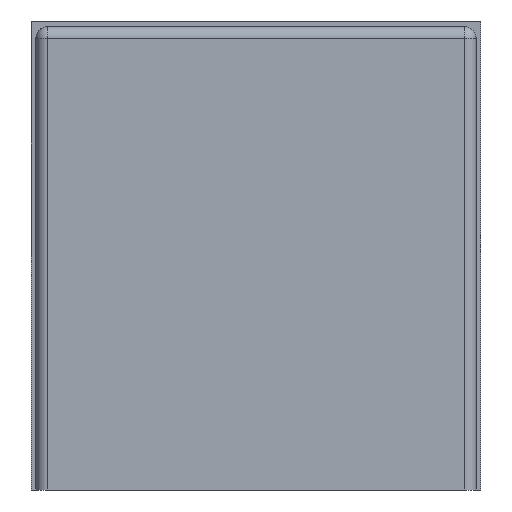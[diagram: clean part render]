
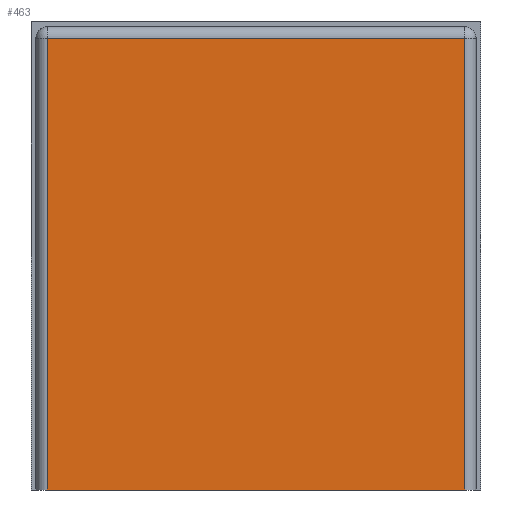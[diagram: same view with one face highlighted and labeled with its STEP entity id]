
A CAD part, front view. The second image highlights one B-rep face of the part: STEP entity #463.
In plain terms, the highlighted planar face has unit normal (0, -1, 0).
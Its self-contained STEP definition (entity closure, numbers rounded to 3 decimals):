
#65=DIRECTION('',(1.,0.,0.));
#66=VECTOR('',#65,1.8);
#67=CARTESIAN_POINT('',(-22.711,-9.58,0.));
#68=LINE('',#67,#66);
#69=DIRECTION('',(0.,0.,-1.));
#70=VECTOR('',#69,1.95);
#71=CARTESIAN_POINT('',(-20.911,-9.58,1.95));
#72=LINE('',#71,#70);
#73=DIRECTION('',(0.,0.,-1.));
#74=VECTOR('',#73,1.95);
#75=CARTESIAN_POINT('',(-22.711,-9.58,1.95));
#76=LINE('',#75,#74);
#77=DIRECTION('',(1.,0.,0.));
#78=VECTOR('',#77,1.8);
#79=CARTESIAN_POINT('',(-22.711,-9.58,1.95));
#80=LINE('',#79,#78);
#342=CARTESIAN_POINT('',(-20.911,-9.58,0.));
#344=VERTEX_POINT('',#342);
#345=CARTESIAN_POINT('',(-20.911,-9.58,1.95));
#346=VERTEX_POINT('',#345);
#347=CARTESIAN_POINT('',(-22.711,-9.58,1.95));
#348=VERTEX_POINT('',#347);
#349=CARTESIAN_POINT('',(-22.711,-9.58,0.));
#351=VERTEX_POINT('',#349);
#450=CARTESIAN_POINT('',(-22.761,-9.58,0.));
#451=DIRECTION('',(0.,-1.,0.));
#452=DIRECTION('',(1.,0.,0.));
#453=AXIS2_PLACEMENT_3D('',#450,#451,#452);
#454=PLANE('',#453);
#455=ORIENTED_EDGE('',*,*,#434,.T.);
#456=ORIENTED_EDGE('',*,*,#416,.F.);
#458=ORIENTED_EDGE('',*,*,#457,.F.);
#460=ORIENTED_EDGE('',*,*,#459,.T.);
#461=EDGE_LOOP('',(#455,#456,#458,#460));
#462=FACE_OUTER_BOUND('',#461,.F.);
#416=EDGE_CURVE('',#351,#344,#68,.T.);
#434=EDGE_CURVE('',#346,#344,#72,.T.);
#457=EDGE_CURVE('',#348,#351,#76,.T.);
#459=EDGE_CURVE('',#348,#346,#80,.T.);
#463=ADVANCED_FACE('',(#462),#454,.T.);
